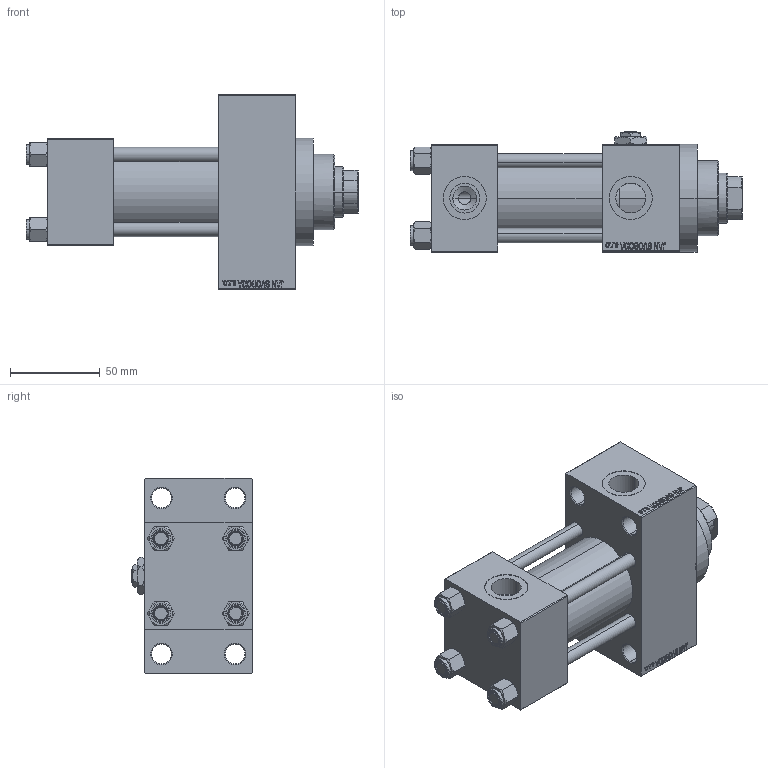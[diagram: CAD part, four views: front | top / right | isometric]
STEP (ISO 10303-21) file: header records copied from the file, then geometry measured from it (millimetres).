
FILE_DESCRIPTION (( 'STEP AP203' ), '1' );
FILE_NAME ('d537.STEP', '2022-04-15T19:49:08', ( '' ), ( '' ), 'SwSTEP 2.0', 'SolidWorks 2019', '' );
FILE_SCHEMA (( 'CONFIG_CONTROL_DESIGN' ));
Length unit declared in the file: millimetre
Products named in the file (7): Zatka_pro_OIL_PORT 794070543061507baa4094bbd45f49ac; V215CR_D_TYCINKA 794070543061507baa4094bbd45f49ac; NUT_M5_D 794070543061507baa4094bbd45f49ac; V215CR_VCP_D 794070543061507baa4094bbd45f49ac; d537; V215CR_D_Body 794070543061507baa4094bbd45f49ac; V215_VC_A 794070543061507baa4094bbd45f49ac
Assembly tree (12 placements, depth 2):
  d537
    V215CR_D_Body 794070543061507baa4094bbd45f49ac
    V215CR_VCP_D 794070543061507baa4094bbd45f49ac
    NUT_M5_D 794070543061507baa4094bbd45f49ac  x4
    V215CR_D_TYCINKA 794070543061507baa4094bbd45f49ac  x4
    V215_VC_A 794070543061507baa4094bbd45f49ac
    Zatka_pro_OIL_PORT 794070543061507baa4094bbd45f49ac
Bounding box: 185 x 67 x 109 mm (x, y, z)
Volume: 430805.6 mm3; surface area: 129790.5 mm2
Topology: 11 solids, 12 shells, 1160 faces, 2893 edges, 1867 vertices
Faces by surface type: plane 524, bspline 368, cone 164, cylinder 96, torus 8
Entity records: 49261 total; most frequent: CARTESIAN_POINT 25691, ORIENTED_EDGE 5278, DIRECTION 3459, EDGE_CURVE 2639, VERTEX_POINT 1723, LINE 1551, VECTOR 1551, EDGE_LOOP 1176
